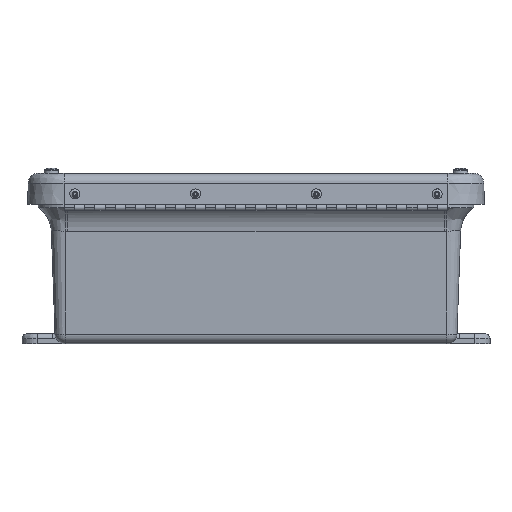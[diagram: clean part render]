
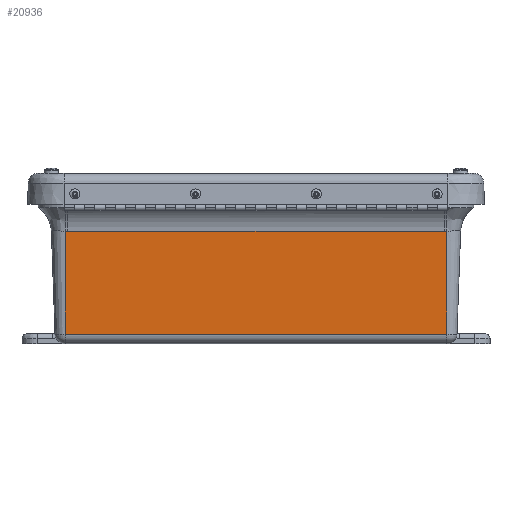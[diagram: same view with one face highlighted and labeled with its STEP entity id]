
A CAD part, left-side view. The second image highlights one B-rep face of the part: STEP entity #20936.
In plain terms, the highlighted planar face has unit normal (-0.999, 0, -0.036).
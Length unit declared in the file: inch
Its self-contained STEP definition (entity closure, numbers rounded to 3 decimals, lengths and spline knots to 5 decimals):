
#781 = FACE_OUTER_BOUND ( 'NONE', #6398, .T. ) ;
#1748 = CARTESIAN_POINT ( 'NONE',  ( -4.11917, 4.739, -0.00448 ) ) ;
#2198 = LINE ( 'NONE', #26415, #2625 ) ;
#2625 = VECTOR ( 'NONE', #23356, 39.37008 ) ;
#3734 = CARTESIAN_POINT ( 'NONE',  ( -4.07584, -4.699, -1.22265 ) ) ;
#4264 = ORIENTED_EDGE ( 'NONE', *, *, #19298, .F. ) ;
#5423 = VECTOR ( 'NONE', #32028, 39.37008 ) ;
#6044 = ORIENTED_EDGE ( 'NONE', *, *, #20573, .T. ) ;
#6398 = EDGE_LOOP ( 'NONE', ( #10905, #27024, #4264, #9294, #28337, #6044 ) ) ;
#6593 = CARTESIAN_POINT ( 'NONE',  ( -4.07584, 4.739, -1.22265 ) ) ;
#7124 = CARTESIAN_POINT ( 'NONE',  ( -4.07587, 4.739, -1.22157 ) ) ;
#9294 = ORIENTED_EDGE ( 'NONE', *, *, #31176, .T. ) ;
#9310 = CARTESIAN_POINT ( 'NONE',  ( -4.07585, -4.719, -1.22229 ) ) ;
#10132 = CARTESIAN_POINT ( 'NONE',  ( -4.07587, -4.739, -1.22157 ) ) ;
#10831 = VECTOR ( 'NONE', #23224, 39.37008 ) ;
#10905 = ORIENTED_EDGE ( 'NONE', *, *, #23586, .F. ) ;
#11275 = VERTEX_POINT ( 'NONE', #12386 ) ;
#12386 = CARTESIAN_POINT ( 'NONE',  ( -4.07584, -4.679, -1.22265 ) ) ;
#12473 = CARTESIAN_POINT ( 'NONE',  ( -4.07584, 4.679, -1.22265 ) ) ;
#12602 = CARTESIAN_POINT ( 'NONE',  ( -4.07585, 4.71902, -1.22229 ) ) ;
#15687 = VECTOR ( 'NONE', #36183, 39.37008 ) ;
#16304 = LINE ( 'NONE', #20561, #10831 ) ;
#16369 = LINE ( 'NONE', #29361, #5423 ) ;
#17054 = VERTEX_POINT ( 'NONE', #7124 ) ;
#17555 = LINE ( 'NONE', #6593, #15687 ) ;
#18620 = VERTEX_POINT ( 'NONE', #26278 ) ;
#18684 = CARTESIAN_POINT ( 'NONE',  ( -4.07584, 4.69901, -1.22265 ) ) ;
#19298 = EDGE_CURVE ( 'NONE', #11275, #28205, #24614, .T. ) ;
#19355 = CARTESIAN_POINT ( 'NONE',  ( -3.98508, -4.739, -3.77389 ) ) ;
#20561 = CARTESIAN_POINT ( 'NONE',  ( -4.11917, 4.739, -0.00448 ) ) ;
#20573 = EDGE_CURVE ( 'NONE', #17054, #18620, #16304, .T. ) ;
#20643 = EDGE_CURVE ( 'NONE', #23344, #28205, #2198, .T. ) ;
#20936 = ADVANCED_FACE ( 'NONE', ( #781 ), #36795, .T. ) ;
#22282 = VERTEX_POINT ( 'NONE', #35768 ) ;
#23224 = DIRECTION ( 'NONE',  ( 0.036, 0., -0.999 ) ) ;
#23344 = VERTEX_POINT ( 'NONE', #19355 ) ;
#23356 = DIRECTION ( 'NONE',  ( -0.036, 0., 0.999 ) ) ;
#23586 = EDGE_CURVE ( 'NONE', #23344, #18620, #16369, .T. ) ;
#24614 = B_SPLINE_CURVE_WITH_KNOTS ( 'NONE', 3,
 ( #26862, #3734, #9310, #29757 ),
 .UNSPECIFIED., .F., .F.,
 ( 4, 4 ),
 ( 0., 1. ),
 .UNSPECIFIED. ) ;
#25155 = DIRECTION ( 'NONE',  ( -0.999, 0., -0.036 ) ) ;
#25408 = DIRECTION ( 'NONE',  ( 0.036, 0., -0.999 ) ) ;
#26278 = CARTESIAN_POINT ( 'NONE',  ( -3.98508, 4.739, -3.77389 ) ) ;
#26415 = CARTESIAN_POINT ( 'NONE',  ( -4.11917, -4.739, -0.00448 ) ) ;
#26862 = CARTESIAN_POINT ( 'NONE',  ( -4.07584, -4.679, -1.22265 ) ) ;
#27024 = ORIENTED_EDGE ( 'NONE', *, *, #20643, .T. ) ;
#28205 = VERTEX_POINT ( 'NONE', #10132 ) ;
#28337 = ORIENTED_EDGE ( 'NONE', *, *, #36604, .F. ) ;
#29361 = CARTESIAN_POINT ( 'NONE',  ( -3.98508, 0., -3.77389 ) ) ;
#29757 = CARTESIAN_POINT ( 'NONE',  ( -4.07587, -4.739, -1.22157 ) ) ;
#31176 = EDGE_CURVE ( 'NONE', #11275, #22282, #17555, .T. ) ;
#31369 = AXIS2_PLACEMENT_3D ( 'NONE', #1748, #25155, #25408 ) ;
#32028 = DIRECTION ( 'NONE',  ( 0., 1., 0. ) ) ;
#32794 = CARTESIAN_POINT ( 'NONE',  ( -4.07587, 4.739, -1.22157 ) ) ;
#35180 = B_SPLINE_CURVE_WITH_KNOTS ( 'NONE', 3,
 ( #32794, #12602, #18684, #12473 ),
 .UNSPECIFIED., .F., .F.,
 ( 4, 4 ),
 ( 0., 1. ),
 .UNSPECIFIED. ) ;
#35768 = CARTESIAN_POINT ( 'NONE',  ( -4.07584, 4.679, -1.22265 ) ) ;
#36183 = DIRECTION ( 'NONE',  ( 0., 1., 0. ) ) ;
#36604 = EDGE_CURVE ( 'NONE', #17054, #22282, #35180, .T. ) ;
#36795 = PLANE ( 'NONE',  #31369 ) ;
